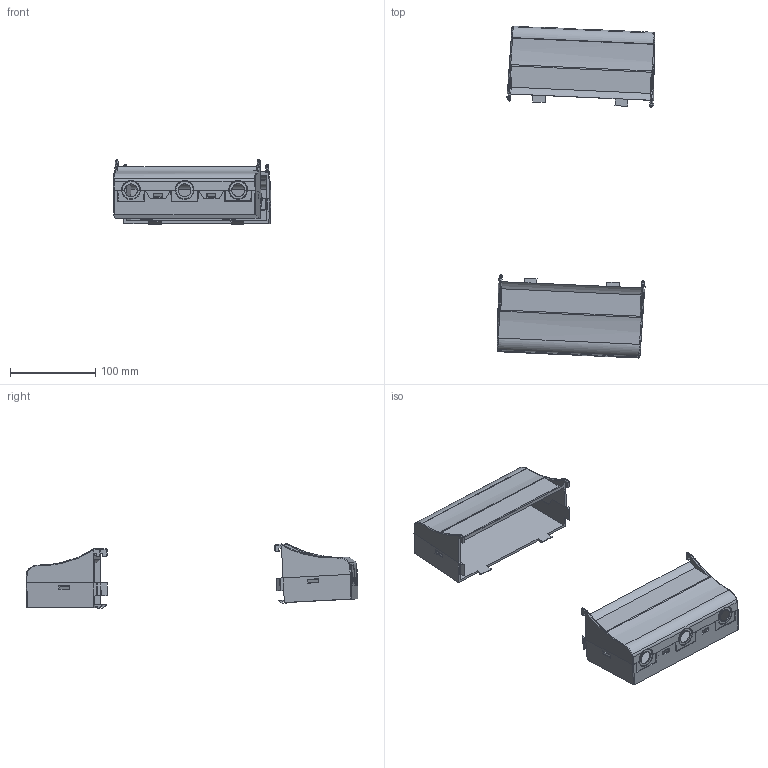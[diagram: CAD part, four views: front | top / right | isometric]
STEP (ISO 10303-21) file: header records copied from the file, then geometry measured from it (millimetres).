
FILE_DESCRIPTION (( 'STEP AP214' ), '1' );
FILE_NAME ('SSW0708900-IP20-3C b1 Coord 1.STEP', '2019-10-08T13:14:50', ( '' ), ( '' ), 'SwSTEP 2.0', 'SolidWorks 2017', '' );
FILE_SCHEMA (( 'AUTOMOTIVE_DESIGN' ));
Length unit declared in the file: inch
Products named in the file (1): SSW0708900-IP20-3C b1 Coord 1
Bounding box: 185.09 x 390.08 x 75.64 mm (x, y, z)
Volume: 242154.7 mm3; surface area: 178524.5 mm2
Topology: 4 solids, 4 shells, 744 faces, 2333 edges, 1539 vertices
Faces by surface type: plane 574, cylinder 96, bspline 56, cone 18
Entity records: 27755 total; most frequent: CARTESIAN_POINT 7547, ORIENTED_EDGE 4666, DIRECTION 3534, EDGE_CURVE 2333, LINE 1762, VECTOR 1762, VERTEX_POINT 1539, AXIS2_PLACEMENT_3D 886
